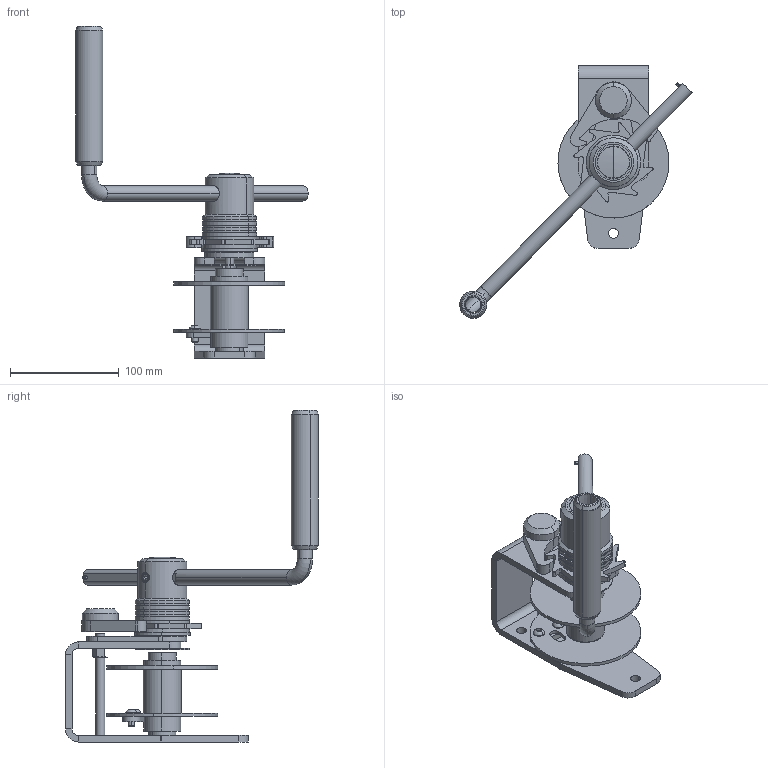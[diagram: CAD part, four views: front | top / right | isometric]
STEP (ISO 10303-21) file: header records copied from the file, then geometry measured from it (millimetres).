
FILE_DESCRIPTION (( 'STEP AP203' ), '1' );
FILE_NAME ('SL3700_TL150.STEP', '2014-04-03T11:55:33', ( ' ' ), ( '' ), 'SwSTEP 2.0', 'SolidWorks 2012', '' );
FILE_SCHEMA (( 'CONFIG_CONTROL_DESIGN' ));
Length unit declared in the file: millimetre
Products named in the file (1): SL3700_TL150
Bounding box: 213.79 x 232.5 x 305.1 mm (x, y, z)
Surface area: 163233.9 mm2 (no closed solid volume)
Topology: 0 solids, 32 shells, 306 faces, 855 edges, 574 vertices
Faces by surface type: cylinder 125, plane 121, cone 36, torus 10, sphere 8, bspline 6
Entity records: 11050 total; most frequent: CARTESIAN_POINT 2918, DIRECTION 1814, ORIENTED_EDGE 1486, EDGE_CURVE 849, AXIS2_PLACEMENT_3D 704, VERTEX_POINT 574, VECTOR 406, LINE 406
